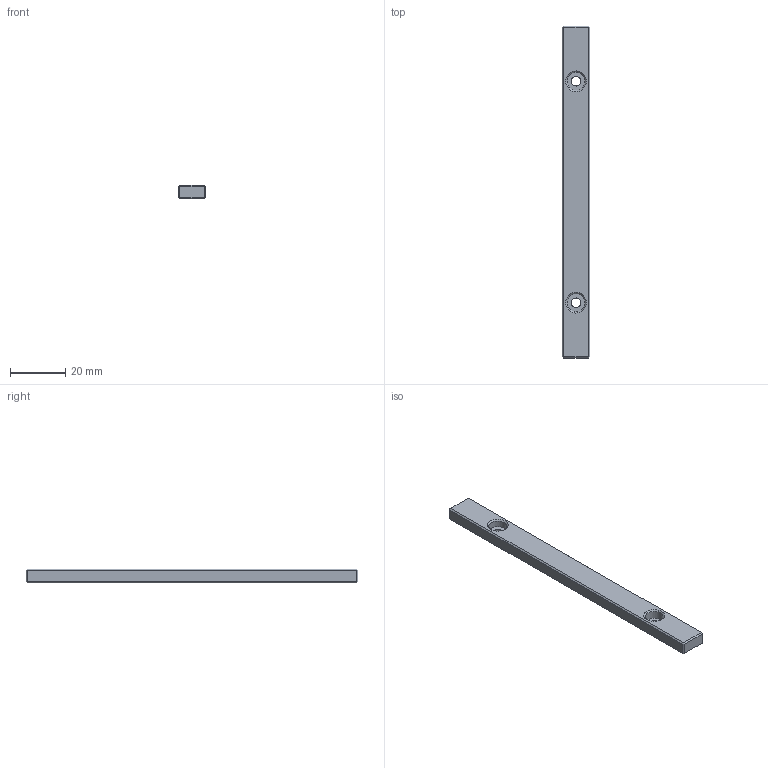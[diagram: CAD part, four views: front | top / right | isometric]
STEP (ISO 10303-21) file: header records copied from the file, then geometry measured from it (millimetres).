
FILE_DESCRIPTION(/* description */ (''),/* implementation_level */ '2;1');
FILE_NAME(/* name */ 'Support.step',/* time_stamp */ '2020-06-17T17:44:43-04:00',/* author */ (''),/* organization */ (''),/* preprocessor_version */ 'ST-DEVELOPER v18.1',/* originating_system */ 'Autodesk Translation Framework v9.3.0.1241',/* authorisation */ '');
FILE_SCHEMA (('AUTOMOTIVE_DESIGN { 1 0 10303 214 3 1 1 }'));
Length unit declared in the file: millimetre
Products named in the file (1): Support
Bounding box: 10 x 120 x 5 mm (x, y, z)
Volume: 5677.4 mm3; surface area: 3658 mm2
Topology: 1 solids, 1 shells, 36 faces, 70 edges, 38 vertices
Faces by surface type: plane 28, cone 4, cylinder 4
Full cylindrical faces by diameter (mm): 3.4 x2, 6.5 x2
Entity records: 928 total; most frequent: DIRECTION 158, CARTESIAN_POINT 145, ORIENTED_EDGE 140, EDGE_CURVE 70, LINE 56, VECTOR 56, AXIS2_PLACEMENT_3D 51, EDGE_LOOP 42
